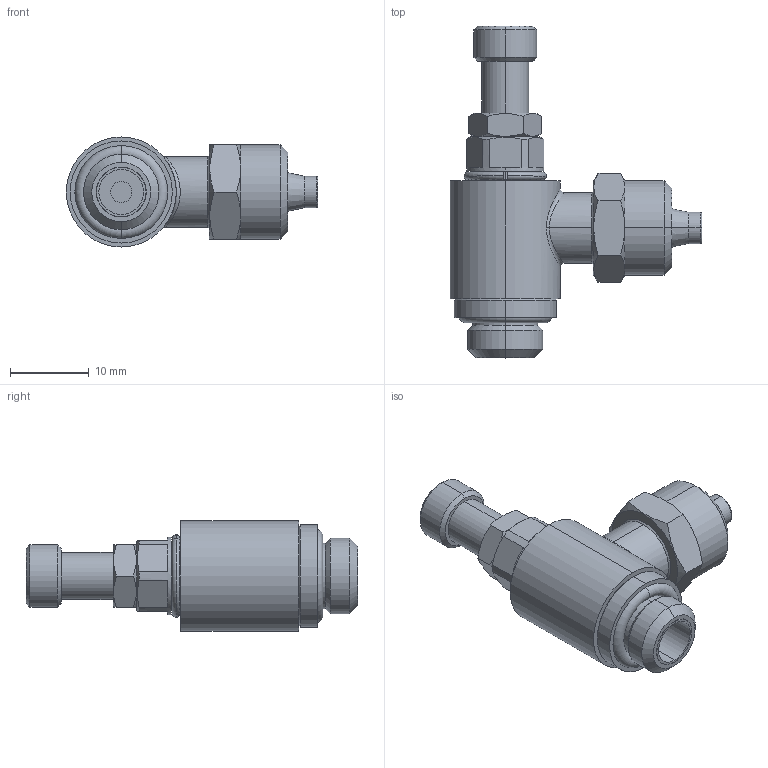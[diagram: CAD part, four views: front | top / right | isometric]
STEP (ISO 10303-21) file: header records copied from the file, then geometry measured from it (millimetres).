
FILE_DESCRIPTION (( 'STEP AP203' ), '1' );
FILE_NAME ('04320C31.STEP', '2010-04-21T14:29:16', ( '' ), ( 'sopra-pneumatic' ), 'SwSTEP 2.0', 'SolidWorks 2009', '' );
FILE_SCHEMA (( 'CONFIG_CONTROL_DESIGN' ));
Length unit declared in the file: millimetre
Products named in the file (1): 04320C31
Bounding box: 32 x 42.24 x 14 mm (x, y, z)
Volume: 5259.2 mm3; surface area: 2748 mm2
Topology: 2 solids, 2 shells, 123 faces, 272 edges, 170 vertices
Faces by surface type: plane 45, cone 36, cylinder 34, torus 6, bspline 2
Entity records: 4686 total; most frequent: CARTESIAN_POINT 1893, DIRECTION 586, ORIENTED_EDGE 544, EDGE_CURVE 272, AXIS2_PLACEMENT_3D 246, VERTEX_POINT 170, EDGE_LOOP 140, CIRCLE 124
